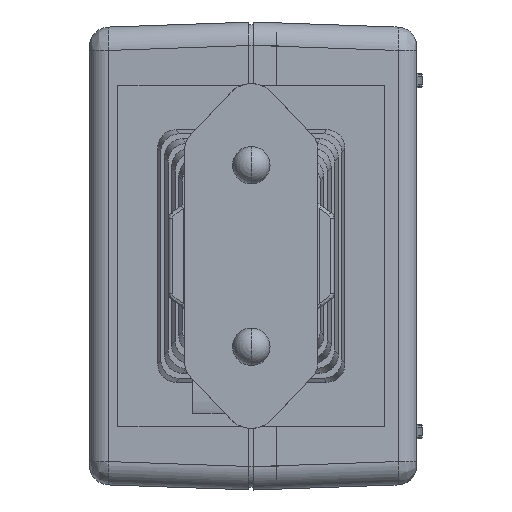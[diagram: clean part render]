
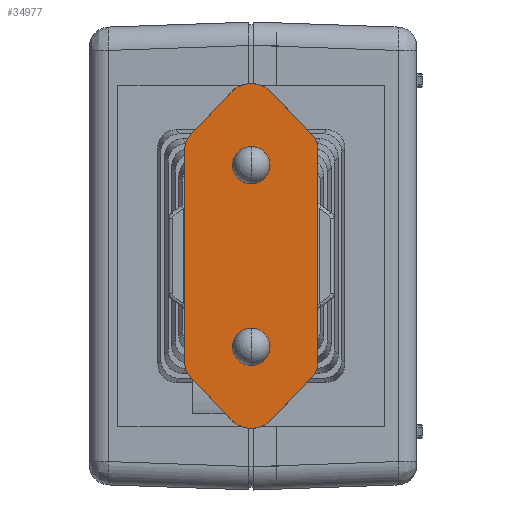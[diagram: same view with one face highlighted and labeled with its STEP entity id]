
A CAD part, left-side view. The second image highlights one B-rep face of the part: STEP entity #34977.
In plain terms, the highlighted face is planar.
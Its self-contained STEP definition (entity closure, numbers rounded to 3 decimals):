
#27046=CARTESIAN_POINT('',(-11.487,6.6,5.099));
#27047=DIRECTION('',(0.,-1.,0.));
#27048=DIRECTION('',(0.,0.,1.));
#27049=AXIS2_PLACEMENT_3D('',#27046,#27047,#27048);
#27051=DIRECTION('',(-0.726,0.,-0.688));
#27052=VECTOR('',#27051,6.355);
#27053=CARTESIAN_POINT('',(-12.864,6.6,6.55));
#27054=LINE('',#27053,#27052);
#27055=CARTESIAN_POINT('',(-15.41,6.6,0.));
#27056=DIRECTION('',(0.,-1.,0.));
#27057=DIRECTION('',(-0.688,0.,0.726));
#27058=AXIS2_PLACEMENT_3D('',#27055,#27056,#27057);
#27060=DIRECTION('',(0.726,0.,-0.688));
#27061=VECTOR('',#27060,6.355);
#27062=CARTESIAN_POINT('',(-17.475,6.6,-2.177));
#27063=LINE('',#27062,#27061);
#27064=CARTESIAN_POINT('',(-11.487,6.6,-5.099));
#27065=DIRECTION('',(0.,-1.,0.));
#27066=DIRECTION('',(-0.688,0.,-0.726));
#27067=AXIS2_PLACEMENT_3D('',#27064,#27065,#27066);
#27069=DIRECTION('',(1.,0.,0.));
#27070=VECTOR('',#27069,22.975);
#27071=CARTESIAN_POINT('',(-11.487,6.6,-7.099));
#27072=LINE('',#27071,#27070);
#27073=CARTESIAN_POINT('',(11.487,6.6,-5.099));
#27074=DIRECTION('',(0.,-1.,0.));
#27075=DIRECTION('',(0.,0.,-1.));
#27076=AXIS2_PLACEMENT_3D('',#27073,#27074,#27075);
#27078=DIRECTION('',(0.726,0.,0.688));
#27079=VECTOR('',#27078,6.355);
#27080=CARTESIAN_POINT('',(12.864,6.6,-6.55));
#27081=LINE('',#27080,#27079);
#27082=CARTESIAN_POINT('',(15.41,6.6,0.));
#27083=DIRECTION('',(0.,-1.,0.));
#27084=DIRECTION('',(0.688,0.,-0.726));
#27085=AXIS2_PLACEMENT_3D('',#27082,#27083,#27084);
#27087=DIRECTION('',(-0.726,0.,0.688));
#27088=VECTOR('',#27087,6.355);
#27089=CARTESIAN_POINT('',(17.475,6.6,2.177));
#27090=LINE('',#27089,#27088);
#27091=CARTESIAN_POINT('',(11.487,6.6,5.099));
#27092=DIRECTION('',(0.,-1.,0.));
#27093=DIRECTION('',(0.688,0.,0.726));
#27094=AXIS2_PLACEMENT_3D('',#27091,#27092,#27093);
#27096=DIRECTION('',(-1.,0.,0.));
#27097=VECTOR('',#27096,22.975);
#27098=CARTESIAN_POINT('',(11.487,6.6,7.099));
#27099=LINE('',#27098,#27097);
#27100=CARTESIAN_POINT('',(-9.7,6.6,0.));
#27101=DIRECTION('',(0.,1.,0.));
#27102=DIRECTION('',(1.,0.,0.));
#27103=AXIS2_PLACEMENT_3D('',#27100,#27101,#27102);
#27105=CARTESIAN_POINT('',(-9.7,6.6,0.));
#27106=DIRECTION('',(0.,1.,0.));
#27107=DIRECTION('',(-1.,0.,0.));
#27108=AXIS2_PLACEMENT_3D('',#27105,#27106,#27107);
#27110=CARTESIAN_POINT('',(9.7,6.6,0.));
#27111=DIRECTION('',(0.,1.,0.));
#27112=DIRECTION('',(1.,0.,0.));
#27113=AXIS2_PLACEMENT_3D('',#27110,#27111,#27112);
#27115=CARTESIAN_POINT('',(9.7,6.6,0.));
#27116=DIRECTION('',(0.,1.,0.));
#27117=DIRECTION('',(-1.,0.,0.));
#27118=AXIS2_PLACEMENT_3D('',#27115,#27116,#27117);
#31937=CARTESIAN_POINT('',(11.487,6.6,7.099));
#31938=VERTEX_POINT('',#31937);
#31939=CARTESIAN_POINT('',(12.864,6.6,6.55));
#31940=VERTEX_POINT('',#31939);
#31943=CARTESIAN_POINT('',(17.475,6.6,2.177));
#31944=VERTEX_POINT('',#31943);
#31947=CARTESIAN_POINT('',(-11.487,6.6,7.099));
#31948=CARTESIAN_POINT('',(-12.864,6.6,6.55));
#31949=VERTEX_POINT('',#31947);
#31950=VERTEX_POINT('',#31948);
#31951=CARTESIAN_POINT('',(-17.475,6.6,2.177));
#31952=VERTEX_POINT('',#31951);
#31953=CARTESIAN_POINT('',(-17.475,6.6,-2.177));
#31954=VERTEX_POINT('',#31953);
#31955=CARTESIAN_POINT('',(-12.864,6.6,-6.55));
#31956=VERTEX_POINT('',#31955);
#31957=CARTESIAN_POINT('',(-11.487,6.6,-7.099));
#31958=VERTEX_POINT('',#31957);
#31959=CARTESIAN_POINT('',(11.487,6.6,-7.099));
#31960=VERTEX_POINT('',#31959);
#31961=CARTESIAN_POINT('',(12.864,6.6,-6.55));
#31962=VERTEX_POINT('',#31961);
#31963=CARTESIAN_POINT('',(17.475,6.6,-2.177));
#31964=VERTEX_POINT('',#31963);
#31965=CARTESIAN_POINT('',(-7.7,6.6,0.));
#31966=CARTESIAN_POINT('',(-11.7,6.6,0.));
#31967=VERTEX_POINT('',#31965);
#31968=VERTEX_POINT('',#31966);
#31969=CARTESIAN_POINT('',(11.7,6.6,0.));
#31970=CARTESIAN_POINT('',(7.7,6.6,0.));
#31971=VERTEX_POINT('',#31969);
#31972=VERTEX_POINT('',#31970);
#34936=CARTESIAN_POINT('',(0.,6.6,0.));
#34937=DIRECTION('',(0.,1.,0.));
#34938=DIRECTION('',(-1.,0.,0.));
#34939=AXIS2_PLACEMENT_3D('',#34936,#34937,#34938);
#34940=PLANE('',#34939);
#34942=ORIENTED_EDGE('',*,*,#34941,.T.);
#34944=ORIENTED_EDGE('',*,*,#34943,.T.);
#34946=ORIENTED_EDGE('',*,*,#34945,.T.);
#34948=ORIENTED_EDGE('',*,*,#34947,.T.);
#34950=ORIENTED_EDGE('',*,*,#34949,.T.);
#34952=ORIENTED_EDGE('',*,*,#34951,.T.);
#34954=ORIENTED_EDGE('',*,*,#34953,.T.);
#34956=ORIENTED_EDGE('',*,*,#34955,.T.);
#34958=ORIENTED_EDGE('',*,*,#34957,.T.);
#34959=ORIENTED_EDGE('',*,*,#34927,.T.);
#34960=ORIENTED_EDGE('',*,*,#34858,.T.);
#34962=ORIENTED_EDGE('',*,*,#34961,.T.);
#34963=EDGE_LOOP('',(#34942,#34944,#34946,#34948,#34950,#34952,#34954,#34956,
#34958,#34959,#34960,#34962));
#34964=FACE_OUTER_BOUND('',#34963,.F.);
#34966=ORIENTED_EDGE('',*,*,#34965,.T.);
#34968=ORIENTED_EDGE('',*,*,#34967,.T.);
#34969=EDGE_LOOP('',(#34966,#34968));
#34970=FACE_BOUND('',#34969,.F.);
#34972=ORIENTED_EDGE('',*,*,#34971,.T.);
#34974=ORIENTED_EDGE('',*,*,#34973,.T.);
#34975=EDGE_LOOP('',(#34972,#34974));
#34976=FACE_BOUND('',#34975,.F.);
#34977=ADVANCED_FACE('',(#34964,#34970,#34976),#34940,.T.);
#27050=CIRCLE('',#27049,2.);
#27059=CIRCLE('',#27058,3.);
#27068=CIRCLE('',#27067,2.);
#27077=CIRCLE('',#27076,2.);
#27086=CIRCLE('',#27085,3.);
#27095=CIRCLE('',#27094,2.);
#27104=CIRCLE('',#27103,2.);
#27109=CIRCLE('',#27108,2.);
#27114=CIRCLE('',#27113,2.);
#27119=CIRCLE('',#27118,2.);
#34858=EDGE_CURVE('',#31940,#31938,#27095,.T.);
#34927=EDGE_CURVE('',#31944,#31940,#27090,.T.);
#34941=EDGE_CURVE('',#31949,#31950,#27050,.T.);
#34943=EDGE_CURVE('',#31950,#31952,#27054,.T.);
#34945=EDGE_CURVE('',#31952,#31954,#27059,.T.);
#34947=EDGE_CURVE('',#31954,#31956,#27063,.T.);
#34949=EDGE_CURVE('',#31956,#31958,#27068,.T.);
#34951=EDGE_CURVE('',#31958,#31960,#27072,.T.);
#34953=EDGE_CURVE('',#31960,#31962,#27077,.T.);
#34955=EDGE_CURVE('',#31962,#31964,#27081,.T.);
#34957=EDGE_CURVE('',#31964,#31944,#27086,.T.);
#34961=EDGE_CURVE('',#31938,#31949,#27099,.T.);
#34965=EDGE_CURVE('',#31967,#31968,#27104,.T.);
#34967=EDGE_CURVE('',#31968,#31967,#27109,.T.);
#34971=EDGE_CURVE('',#31971,#31972,#27114,.T.);
#34973=EDGE_CURVE('',#31972,#31971,#27119,.T.);
